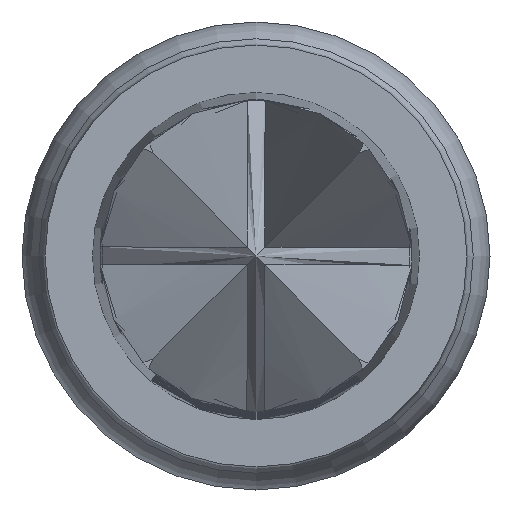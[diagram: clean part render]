
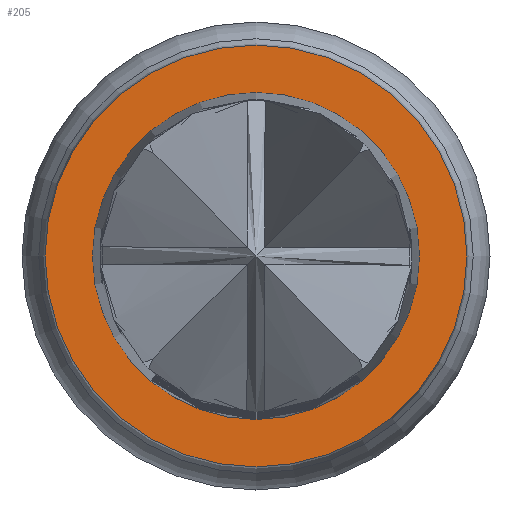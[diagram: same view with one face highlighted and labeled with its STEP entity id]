
A CAD part, left-side view. The second image highlights one B-rep face of the part: STEP entity #205.
In plain terms, the highlighted planar face has unit normal (-1, 0, 0).
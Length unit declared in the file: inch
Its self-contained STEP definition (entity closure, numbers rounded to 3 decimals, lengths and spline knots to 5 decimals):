
#63 = EDGE_LOOP ( 'NONE', ( #354 ) ) ;
#95 = CARTESIAN_POINT ( 'NONE',  ( 0., 0., 0. ) ) ;
#197 = DIRECTION ( 'NONE',  ( 0., 0., -1. ) ) ;
#199 = AXIS2_PLACEMENT_3D ( 'NONE', #1064, #963, #781 ) ;
#205 = ADVANCED_FACE ( 'NONE', ( #853, #1147 ), #263, .F. ) ;
#233 = VERTEX_POINT ( 'NONE', #444 ) ;
#263 = PLANE ( 'NONE',  #998 ) ;
#335 = VERTEX_POINT ( 'NONE', #418 ) ;
#346 = CARTESIAN_POINT ( 'NONE',  ( 0., 0.02725, 0. ) ) ;
#354 = ORIENTED_EDGE ( 'NONE', *, *, #798, .T. ) ;
#360 = ORIENTED_EDGE ( 'NONE', *, *, #1017, .F. ) ;
#418 = CARTESIAN_POINT ( 'NONE',  ( 0., 0., -0.02425 ) ) ;
#444 = CARTESIAN_POINT ( 'NONE',  ( 0., 0., -0.01879 ) ) ;
#484 = CIRCLE ( 'NONE', #602, 0.01879 ) ;
#563 = DIRECTION ( 'NONE',  ( 0., 0., -1. ) ) ;
#602 = AXIS2_PLACEMENT_3D ( 'NONE', #95, #891, #197 ) ;
#756 = CIRCLE ( 'NONE', #199, 0.02425 ) ;
#781 = DIRECTION ( 'NONE',  ( 0., 0., -1. ) ) ;
#798 = EDGE_CURVE ( 'NONE', #233, #233, #484, .T. ) ;
#853 = FACE_BOUND ( 'NONE', #63, .T. ) ;
#891 = DIRECTION ( 'NONE',  ( 1., 0., 0. ) ) ;
#963 = DIRECTION ( 'NONE',  ( 1., 0., 0. ) ) ;
#998 = AXIS2_PLACEMENT_3D ( 'NONE', #346, #1231, #563 ) ;
#1017 = EDGE_CURVE ( 'NONE', #335, #335, #756, .T. ) ;
#1064 = CARTESIAN_POINT ( 'NONE',  ( 0., 0., 0. ) ) ;
#1147 = FACE_OUTER_BOUND ( 'NONE', #1198, .T. ) ;
#1198 = EDGE_LOOP ( 'NONE', ( #360 ) ) ;
#1231 = DIRECTION ( 'NONE',  ( 1., 0., 0. ) ) ;
